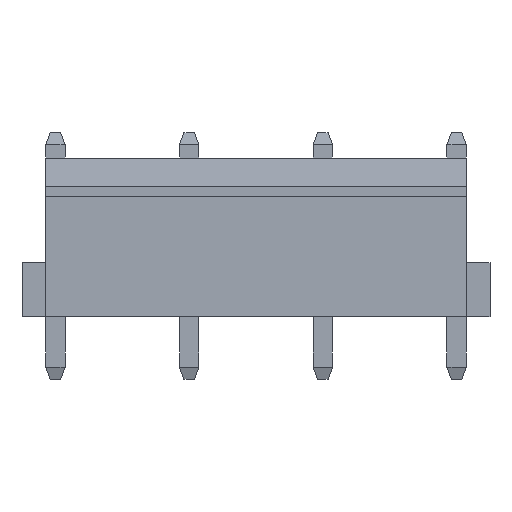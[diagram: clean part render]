
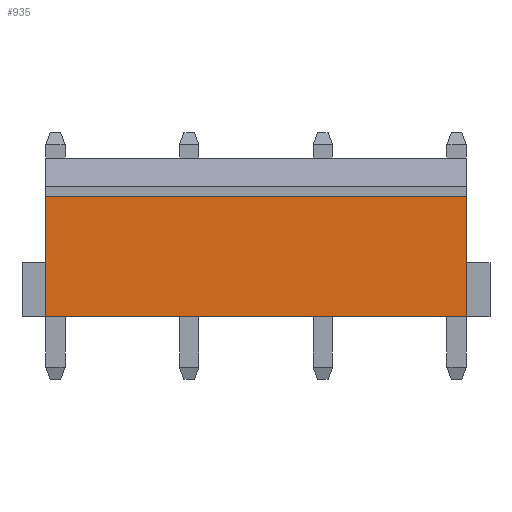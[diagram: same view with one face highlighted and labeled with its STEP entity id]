
A CAD part, front view. The second image highlights one B-rep face of the part: STEP entity #935.
In plain terms, the highlighted planar face has unit normal (0, -1, 0).
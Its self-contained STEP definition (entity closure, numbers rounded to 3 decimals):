
#31 = PLANE('',#32);
#32 = AXIS2_PLACEMENT_3D('',#33,#34,#35);
#33 = CARTESIAN_POINT('',(422.412,165.33,24.6));
#34 = DIRECTION('',(0.,0.,-1.));
#35 = DIRECTION('',(0.,-1.,0.));
#129 = VERTEX_POINT('',#130);
#130 = CARTESIAN_POINT('',(418.11,166.25,24.6));
#142 = PLANE('',#143);
#143 = AXIS2_PLACEMENT_3D('',#144,#145,#146);
#144 = CARTESIAN_POINT('',(418.11,167.84,23.54));
#145 = DIRECTION('',(1.,0.,0.));
#146 = DIRECTION('',(0.,-1.,0.));
#153 = EDGE_CURVE('',#154,#129,#156,.T.);
#154 = VERTEX_POINT('',#155);
#155 = CARTESIAN_POINT('',(393.21,166.25,24.6));
#156 = SURFACE_CURVE('',#157,(#160,#166),.PCURVE_S1.);
#157 = B_SPLINE_CURVE_WITH_KNOTS('',1,(#158,#159),.UNSPECIFIED.,.F.,.F.,
  (2,2),(-24.9,0.),.PIECEWISE_BEZIER_KNOTS.);
#158 = CARTESIAN_POINT('',(393.21,166.25,24.6));
#159 = CARTESIAN_POINT('',(418.11,166.25,24.6));
#160 = PCURVE('',#31,#161);
#161 = DEFINITIONAL_REPRESENTATION('',(#162),#165);
#162 = B_SPLINE_CURVE_WITH_KNOTS('',1,(#163,#164),.UNSPECIFIED.,.F.,.F.,
  (2,2),(-24.9,0.),.PIECEWISE_BEZIER_KNOTS.);
#163 = CARTESIAN_POINT('',(-0.92,29.202));
#164 = CARTESIAN_POINT('',(-0.92,4.302));
#165 = ( GEOMETRIC_REPRESENTATION_CONTEXT(2) 
PARAMETRIC_REPRESENTATION_CONTEXT() REPRESENTATION_CONTEXT('2D SPACE',''
  ) );
#166 = PCURVE('',#167,#172);
#167 = PLANE('',#168);
#168 = AXIS2_PLACEMENT_3D('',#169,#170,#171);
#169 = CARTESIAN_POINT('',(390.6,166.25,23.768));
#170 = DIRECTION('',(0.,-1.,0.));
#171 = DIRECTION('',(1.,0.,0.));
#172 = DEFINITIONAL_REPRESENTATION('',(#173),#176);
#173 = B_SPLINE_CURVE_WITH_KNOTS('',1,(#174,#175),.UNSPECIFIED.,.F.,.F.,
  (2,2),(-24.9,0.),.PIECEWISE_BEZIER_KNOTS.);
#174 = CARTESIAN_POINT('',(2.61,0.832));
#175 = CARTESIAN_POINT('',(27.51,0.832));
#176 = ( GEOMETRIC_REPRESENTATION_CONTEXT(2) 
PARAMETRIC_REPRESENTATION_CONTEXT() REPRESENTATION_CONTEXT('2D SPACE',''
  ) );
#192 = PLANE('',#193);
#193 = AXIS2_PLACEMENT_3D('',#194,#195,#196);
#194 = CARTESIAN_POINT('',(393.21,167.84,23.54));
#195 = DIRECTION('',(-1.,0.,0.));
#196 = DIRECTION('',(0.,1.,0.));
#892 = VERTEX_POINT('',#893);
#893 = CARTESIAN_POINT('',(418.11,166.25,31.72));
#905 = PLANE('',#906);
#906 = AXIS2_PLACEMENT_3D('',#907,#908,#909);
#907 = CARTESIAN_POINT('',(420.72,167.01,31.72));
#908 = DIRECTION('',(0.,0.,-1.));
#909 = DIRECTION('',(0.,-1.,0.));
#916 = EDGE_CURVE('',#129,#892,#917,.T.);
#917 = SURFACE_CURVE('',#918,(#921,#927),.PCURVE_S1.);
#918 = B_SPLINE_CURVE_WITH_KNOTS('',1,(#919,#920),.UNSPECIFIED.,.F.,.F.,
  (2,2),(0.,7.12),.PIECEWISE_BEZIER_KNOTS.);
#919 = CARTESIAN_POINT('',(418.11,166.25,24.6));
#920 = CARTESIAN_POINT('',(418.11,166.25,31.72));
#921 = PCURVE('',#142,#922);
#922 = DEFINITIONAL_REPRESENTATION('',(#923),#926);
#923 = B_SPLINE_CURVE_WITH_KNOTS('',1,(#924,#925),.UNSPECIFIED.,.F.,.F.,
  (2,2),(0.,7.12),.PIECEWISE_BEZIER_KNOTS.);
#924 = CARTESIAN_POINT('',(1.59,-1.06));
#925 = CARTESIAN_POINT('',(1.59,-8.18));
#926 = ( GEOMETRIC_REPRESENTATION_CONTEXT(2) 
PARAMETRIC_REPRESENTATION_CONTEXT() REPRESENTATION_CONTEXT('2D SPACE',''
  ) );
#927 = PCURVE('',#167,#928);
#928 = DEFINITIONAL_REPRESENTATION('',(#929),#932);
#929 = B_SPLINE_CURVE_WITH_KNOTS('',1,(#930,#931),.UNSPECIFIED.,.F.,.F.,
  (2,2),(0.,7.12),.PIECEWISE_BEZIER_KNOTS.);
#930 = CARTESIAN_POINT('',(27.51,0.832));
#931 = CARTESIAN_POINT('',(27.51,7.952));
#932 = ( GEOMETRIC_REPRESENTATION_CONTEXT(2) 
PARAMETRIC_REPRESENTATION_CONTEXT() REPRESENTATION_CONTEXT('2D SPACE',''
  ) );
#935 = ADVANCED_FACE('',(#936),#167,.T.);
#936 = FACE_BOUND('',#937,.T.);
#937 = EDGE_LOOP('',(#938,#939,#959,#977));
#938 = ORIENTED_EDGE('',*,*,#916,.T.);
#939 = ORIENTED_EDGE('',*,*,#940,.T.);
#940 = EDGE_CURVE('',#892,#941,#943,.T.);
#941 = VERTEX_POINT('',#942);
#942 = CARTESIAN_POINT('',(393.21,166.25,31.72));
#943 = SURFACE_CURVE('',#944,(#947,#953),.PCURVE_S1.);
#944 = B_SPLINE_CURVE_WITH_KNOTS('',1,(#945,#946),.UNSPECIFIED.,.F.,.F.,
  (2,2),(0.,24.9),.PIECEWISE_BEZIER_KNOTS.);
#945 = CARTESIAN_POINT('',(418.11,166.25,31.72));
#946 = CARTESIAN_POINT('',(393.21,166.25,31.72));
#947 = PCURVE('',#167,#948);
#948 = DEFINITIONAL_REPRESENTATION('',(#949),#952);
#949 = B_SPLINE_CURVE_WITH_KNOTS('',1,(#950,#951),.UNSPECIFIED.,.F.,.F.,
  (2,2),(0.,24.9),.PIECEWISE_BEZIER_KNOTS.);
#950 = CARTESIAN_POINT('',(27.51,7.952));
#951 = CARTESIAN_POINT('',(2.61,7.952));
#952 = ( GEOMETRIC_REPRESENTATION_CONTEXT(2) 
PARAMETRIC_REPRESENTATION_CONTEXT() REPRESENTATION_CONTEXT('2D SPACE',''
  ) );
#953 = PCURVE('',#905,#954);
#954 = DEFINITIONAL_REPRESENTATION('',(#955),#958);
#955 = B_SPLINE_CURVE_WITH_KNOTS('',1,(#956,#957),.UNSPECIFIED.,.F.,.F.,
  (2,2),(0.,24.9),.PIECEWISE_BEZIER_KNOTS.);
#956 = CARTESIAN_POINT('',(0.76,2.61));
#957 = CARTESIAN_POINT('',(0.76,27.51));
#958 = ( GEOMETRIC_REPRESENTATION_CONTEXT(2) 
PARAMETRIC_REPRESENTATION_CONTEXT() REPRESENTATION_CONTEXT('2D SPACE',''
  ) );
#959 = ORIENTED_EDGE('',*,*,#960,.T.);
#960 = EDGE_CURVE('',#941,#154,#961,.T.);
#961 = SURFACE_CURVE('',#962,(#965,#971),.PCURVE_S1.);
#962 = B_SPLINE_CURVE_WITH_KNOTS('',1,(#963,#964),.UNSPECIFIED.,.F.,.F.,
  (2,2),(-7.12,0.),.PIECEWISE_BEZIER_KNOTS.);
#963 = CARTESIAN_POINT('',(393.21,166.25,31.72));
#964 = CARTESIAN_POINT('',(393.21,166.25,24.6));
#965 = PCURVE('',#167,#966);
#966 = DEFINITIONAL_REPRESENTATION('',(#967),#970);
#967 = B_SPLINE_CURVE_WITH_KNOTS('',1,(#968,#969),.UNSPECIFIED.,.F.,.F.,
  (2,2),(-7.12,0.),.PIECEWISE_BEZIER_KNOTS.);
#968 = CARTESIAN_POINT('',(2.61,7.952));
#969 = CARTESIAN_POINT('',(2.61,0.832));
#970 = ( GEOMETRIC_REPRESENTATION_CONTEXT(2) 
PARAMETRIC_REPRESENTATION_CONTEXT() REPRESENTATION_CONTEXT('2D SPACE',''
  ) );
#971 = PCURVE('',#192,#972);
#972 = DEFINITIONAL_REPRESENTATION('',(#973),#976);
#973 = B_SPLINE_CURVE_WITH_KNOTS('',1,(#974,#975),.UNSPECIFIED.,.F.,.F.,
  (2,2),(-7.12,0.),.PIECEWISE_BEZIER_KNOTS.);
#974 = CARTESIAN_POINT('',(-1.59,-8.18));
#975 = CARTESIAN_POINT('',(-1.59,-1.06));
#976 = ( GEOMETRIC_REPRESENTATION_CONTEXT(2) 
PARAMETRIC_REPRESENTATION_CONTEXT() REPRESENTATION_CONTEXT('2D SPACE',''
  ) );
#977 = ORIENTED_EDGE('',*,*,#153,.T.);
